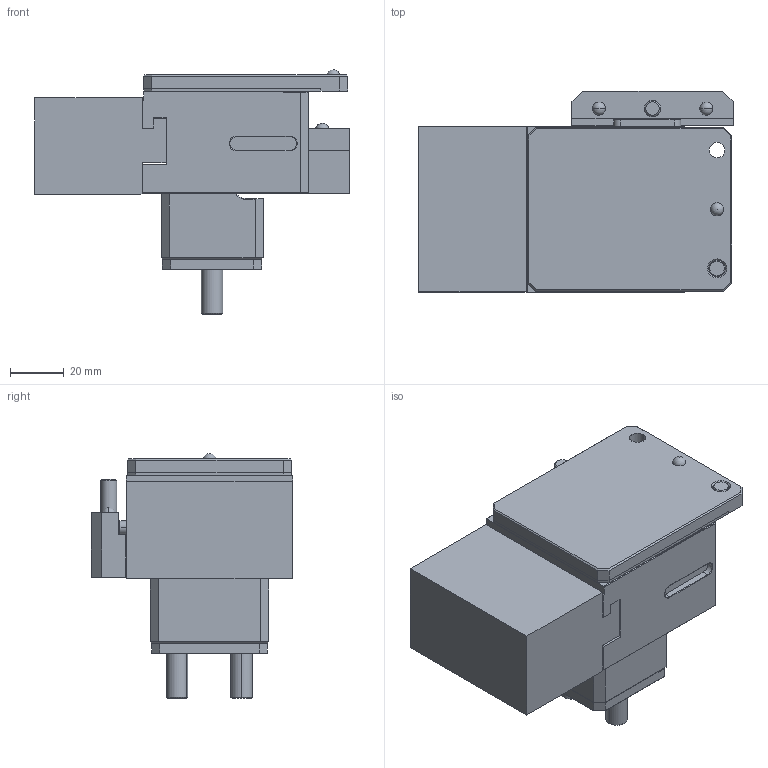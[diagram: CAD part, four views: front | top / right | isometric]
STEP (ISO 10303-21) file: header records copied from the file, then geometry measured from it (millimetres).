
FILE_DESCRIPTION (( 'STEP AP214' ), '1' );
FILE_NAME ('CS624014.STEP', '2022-11-15T15:09:39', ( '' ), ( '' ), 'SwSTEP 2.0', 'SolidWorks 2021', '' );
FILE_SCHEMA (( 'AUTOMOTIVE_DESIGN' ));
Length unit declared in the file: millimetre
Products named in the file (20): 9CS624014-B; iman_4x2; 9CS624014-D1_rodons; Chaveta_25x5; 9CS000000-F_V3; iman_6x5; iman_14x4; iman_8x4; 9CS624014-E; iman_6x2; 9CS624014-C; 9CS624014-A; Bola_5; CS624014; iman_6x3; 9CS000000-G; 9CS624014-D2; torica_3x1i5; M6x30; 9CS624014-T
Assembly tree (40 placements, depth 2):
  CS624014
    9CS624014-A
    9CS624014-B
    9CS624014-C
    9CS624014-T  x2
    9CS624014-E
    iman_6x2
    9CS624014-D1_rodons
    9CS624014-D2
    iman_14x4  x8
    iman_8x4  x10
    Bola_5  x3
    torica_3x1i5
    9CS000000-G
    9CS000000-F_V3
    M6x30
    Chaveta_25x5
    iman_4x2
    iman_6x5
    iman_6x3  x3
Bounding box: 117 x 75 x 91.1 mm (x, y, z)
Volume: 318934.6 mm3; surface area: 91171.3 mm2
Topology: 40 solids, 40 shells, 1026 faces, 2410 edges, 1499 vertices
Faces by surface type: plane 412, cylinder 203, bspline 184, torus 149, cone 72, sphere 6
Entity records: 38757 total; most frequent: CARTESIAN_POINT 15551, ORIENTED_EDGE 4142, DIRECTION 3544, EDGE_CURVE 2071, VERTEX_POINT 1309, AXIS2_PLACEMENT_3D 1194, VECTOR 1156, LINE 1156
